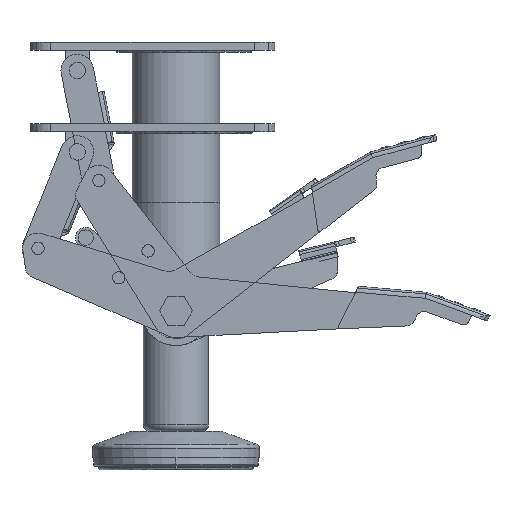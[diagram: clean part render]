
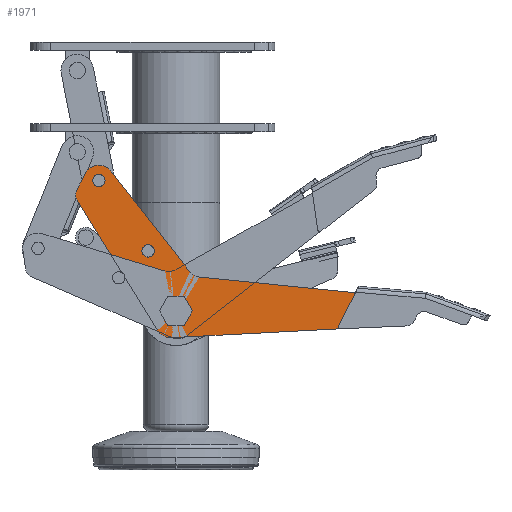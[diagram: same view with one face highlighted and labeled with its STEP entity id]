
A CAD part, front view. The second image highlights one B-rep face of the part: STEP entity #1971.
In plain terms, the highlighted planar face has unit normal (0, -1, 0).
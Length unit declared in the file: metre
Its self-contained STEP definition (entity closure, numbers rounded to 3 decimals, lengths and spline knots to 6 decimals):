
#1971=ADVANCED_FACE('194:13097',(#3968,#3969,#3970,#3971),#3972,.F.);
#3968=FACE_BOUND('',#9768,.T.);
#3969=FACE_BOUND('',#9769,.T.);
#3970=FACE_OUTER_BOUND('',#9770,.T.);
#3971=FACE_BOUND('',#9771,.T.);
#3972=PLANE('',#9772);
#9768=EDGE_LOOP('',(#16767,#16768));
#9769=EDGE_LOOP('',(#16769,#16770));
#9770=EDGE_LOOP('',(#16771,#16772,#16773,#16774,#16775,#16776,#16777,#16778,#16779,#16780,#16781,#16782,#16783));
#9771=EDGE_LOOP('',(#16784,#16785));
#9772=AXIS2_PLACEMENT_3D('',#16786,#16787,#16788);
#16767=ORIENTED_EDGE('',*,*,#21520,.T.);
#16768=ORIENTED_EDGE('',*,*,#21524,.T.);
#16769=ORIENTED_EDGE('',*,*,#21518,.T.);
#16770=ORIENTED_EDGE('',*,*,#21525,.T.);
#16771=ORIENTED_EDGE('',*,*,#21508,.T.);
#16772=ORIENTED_EDGE('',*,*,#21531,.T.);
#16773=ORIENTED_EDGE('',*,*,#21532,.F.);
#16774=ORIENTED_EDGE('',*,*,#21500,.T.);
#16775=ORIENTED_EDGE('',*,*,#21533,.T.);
#16776=ORIENTED_EDGE('',*,*,#21530,.F.);
#16777=ORIENTED_EDGE('',*,*,#21534,.F.);
#16778=ORIENTED_EDGE('',*,*,#21535,.T.);
#16779=ORIENTED_EDGE('',*,*,#21504,.T.);
#16780=ORIENTED_EDGE('',*,*,#21536,.T.);
#16781=ORIENTED_EDGE('',*,*,#21537,.F.);
#16782=ORIENTED_EDGE('',*,*,#21538,.T.);
#16783=ORIENTED_EDGE('',*,*,#21539,.T.);
#16784=ORIENTED_EDGE('',*,*,#21540,.F.);
#16785=ORIENTED_EDGE('',*,*,#21512,.F.);
#16786=CARTESIAN_POINT('',(0.013588,-0.033,-0.057182));
#16787=DIRECTION('',(-0.0,1.0,0.));
#16788=DIRECTION('',(1.0,0.0,0.0));
#21500=EDGE_CURVE('194:13142',#25539,#25536,#25540,.T.);
#21504=EDGE_CURVE('194:13157',#25547,#25544,#25548,.T.);
#21508=EDGE_CURVE('194:13136',#25555,#25552,#25556,.T.);
#21512=EDGE_CURVE('194:13169',#25560,#25563,#25564,.T.);
#21518=EDGE_CURVE('195:58230',#25569,#25573,#25575,.T.);
#21520=EDGE_CURVE('198:19976',#25579,#25576,#25580,.T.);
#21524=EDGE_CURVE('198:19976',#25576,#25579,#25585,.T.);
#21525=EDGE_CURVE('195:58230',#25573,#25569,#25586,.T.);
#21530=EDGE_CURVE('194:13145',#25593,#25588,#25595,.T.);
#21531=EDGE_CURVE('194:13136',#25552,#25596,#25597,.T.);
#21532=EDGE_CURVE('194:13139',#25539,#25596,#25598,.T.);
#21533=EDGE_CURVE('194:13142',#25536,#25588,#25599,.T.);
#21534=EDGE_CURVE('194:13148',#25600,#25593,#25601,.T.);
#21535=EDGE_CURVE('194:13154',#25600,#25547,#25602,.T.);
#21536=EDGE_CURVE('194:13157',#25544,#25603,#25604,.T.);
#21537=EDGE_CURVE('194:13160',#25605,#25603,#25606,.T.);
#21538=EDGE_CURVE('194:13163',#25605,#25607,#25608,.T.);
#21539=EDGE_CURVE('194:13166',#25607,#25555,#25609,.T.);
#21540=EDGE_CURVE('194:13169',#25563,#25560,#25610,.T.);
#25536=VERTEX_POINT('',#34362);
#25539=VERTEX_POINT('',#34366);
#25540=CIRCLE('',#34367,0.008);
#25544=VERTEX_POINT('',#34372);
#25547=VERTEX_POINT('',#34376);
#25548=CIRCLE('',#34377,0.008);
#25552=VERTEX_POINT('',#34382);
#25555=VERTEX_POINT('',#34386);
#25556=CIRCLE('',#34387,0.005);
#25560=VERTEX_POINT('',#34392);
#25563=VERTEX_POINT('',#34396);
#25564=CIRCLE('',#34397,0.003);
#25569=VERTEX_POINT('',#34403);
#25573=VERTEX_POINT('',#34408);
#25575=CIRCLE('',#34411,0.004);
#25576=VERTEX_POINT('',#34412);
#25579=VERTEX_POINT('',#34416);
#25580=CIRCLE('',#34417,0.003);
#25585=CIRCLE('',#34423,0.003);
#25586=CIRCLE('',#34424,0.004);
#25588=VERTEX_POINT('',#34426);
#25593=VERTEX_POINT('',#34433);
#25595=LINE('',#34436,#34437);
#25596=VERTEX_POINT('',#34438);
#25597=CIRCLE('',#34439,0.005);
#25598=LINE('',#34440,#34441);
#25599=CIRCLE('',#34442,0.008);
#25600=VERTEX_POINT('',#34443);
#25601=LINE('',#34444,#34445);
#25602=LINE('',#34446,#34447);
#25603=VERTEX_POINT('',#34448);
#25604=CIRCLE('',#34449,0.008);
#25605=VERTEX_POINT('',#34450);
#25606=LINE('',#34451,#34452);
#25607=VERTEX_POINT('',#34453);
#25608=CIRCLE('',#34454,0.0075);
#25609=LINE('',#34455,#34456);
#25610=CIRCLE('',#34457,0.003);
#34362=CARTESIAN_POINT('',(0.011516,-0.033,-0.087696));
#34366=CARTESIAN_POINT('',(0.007446,-0.033,-0.086523));
#34367=AXIS2_PLACEMENT_3D('',#40370,#40371,#40372);
#34372=CARTESIAN_POINT('',(0.011522,-0.033,-0.054304));
#34376=CARTESIAN_POINT('',(0.014678,-0.033,-0.053763));
#34377=AXIS2_PLACEMENT_3D('',#40378,#40379,#40380);
#34382=CARTESIAN_POINT('',(-0.058184,-0.033,-0.045686));
#34386=CARTESIAN_POINT('',(-0.058823,-0.033,-0.04324));
#34387=AXIS2_PLACEMENT_3D('',#40386,#40387,#40388);
#34392=CARTESIAN_POINT('',(-0.054323,-0.033,-0.034045));
#34396=CARTESIAN_POINT('',(-0.048323,-0.033,-0.034045));
#34397=AXIS2_PLACEMENT_3D('',#40394,#40395,#40396);
#34403=CARTESIAN_POINT('',(0.0155,-0.033,-0.074));
#34408=CARTESIAN_POINT('',(0.0075,-0.033,-0.074));
#34411=AXIS2_PLACEMENT_3D('',#40406,#40407,#40408);
#34412=CARTESIAN_POINT('',(-0.016301,-0.033,-0.051938));
#34416=CARTESIAN_POINT('',(-0.011859,-0.033,-0.055972));
#34417=AXIS2_PLACEMENT_3D('',#40410,#40411,#40412);
#34423=AXIS2_PLACEMENT_3D('',#40420,#40421,#40422);
#34424=AXIS2_PLACEMENT_3D('',#40423,#40424,#40425);
#34426=CARTESIAN_POINT('',(0.015615,-0.033,-0.086625));
#34433=CARTESIAN_POINT('',(0.088,-0.033,-0.044846));
#34436=CARTESIAN_POINT('',(0.086,-0.033,-0.046));
#34437=VECTOR('',#40432,1.0);
#34438=CARTESIAN_POINT('',(-0.056429,-0.033,-0.047507));
#34439=AXIS2_PLACEMENT_3D('',#40433,#40434,#40435);
#34440=CARTESIAN_POINT('',(0.0115,-0.033,-0.089));
#34441=VECTOR('',#40436,1.0);
#34442=AXIS2_PLACEMENT_3D('',#40437,#40438,#40439);
#34443=CARTESIAN_POINT('',(0.088,-0.033,-0.025221));
#34444=CARTESIAN_POINT('',(0.088,-0.033,-0.046591));
#34445=VECTOR('',#40440,1.0);
#34446=CARTESIAN_POINT('',(0.086,-0.033,-0.026));
#34447=VECTOR('',#40441,1.0);
#34448=CARTESIAN_POINT('',(0.008407,-0.033,-0.053563));
#34449=AXIS2_PLACEMENT_3D('',#40442,#40443,#40444);
#34450=CARTESIAN_POINT('',(-0.04746,-0.033,-0.027616));
#34451=CARTESIAN_POINT('',(-0.04746,-0.033,-0.027616));
#34452=VECTOR('',#40445,1.0);
#34453=CARTESIAN_POINT('',(-0.058823,-0.033,-0.034045));
#34454=AXIS2_PLACEMENT_3D('',#40446,#40447,#40448);
#34455=CARTESIAN_POINT('',(-0.058823,-0.033,-0.034045));
#34456=VECTOR('',#40449,1.0);
#34457=AXIS2_PLACEMENT_3D('',#40450,#40451,#40452);
#40370=CARTESIAN_POINT('',(0.011616,-0.033,-0.079696));
#40371=DIRECTION('',(0.,-1.0,0.));
#40372=DIRECTION('',(-0.012,0.,-1.));
#40378=CARTESIAN_POINT('',(0.011776,-0.033,-0.046308));
#40379=DIRECTION('',(0.,1.0,0.));
#40380=DIRECTION('',(-0.032,0.,-0.999));
#40386=CARTESIAN_POINT('',(-0.053823,-0.033,-0.04324));
#40387=DIRECTION('',(0.0,-1.0,0.));
#40388=DIRECTION('',(-0.872,0.,-0.489));
#40394=CARTESIAN_POINT('',(-0.051323,-0.033,-0.034045));
#40395=DIRECTION('',(-0.0,-1.0,0.));
#40396=DIRECTION('',(-1.0,0.0,0.0));
#40406=CARTESIAN_POINT('',(0.0115,-0.033,-0.074));
#40407=DIRECTION('',(-0.0,1.0,0.));
#40408=DIRECTION('',(1.0,0.0,0.0));
#40410=CARTESIAN_POINT('',(-0.01408,-0.033,-0.053955));
#40411=DIRECTION('',(0.0,1.0,0.));
#40412=DIRECTION('',(-0.74,0.,0.672));
#40420=CARTESIAN_POINT('',(-0.01408,-0.033,-0.053955));
#40421=DIRECTION('',(0.0,1.0,0.));
#40422=DIRECTION('',(-0.74,0.,0.672));
#40423=CARTESIAN_POINT('',(0.0115,-0.033,-0.074));
#40424=DIRECTION('',(-0.0,1.0,0.));
#40425=DIRECTION('',(1.0,0.0,0.0));
#40432=DIRECTION('',(-0.866,0.,-0.5));
#40433=CARTESIAN_POINT('',(-0.053823,-0.033,-0.04324));
#40434=DIRECTION('',(0.0,-1.0,0.));
#40435=DIRECTION('',(-0.872,0.,-0.489));
#40436=DIRECTION('',(-0.853,0.,0.521));
#40437=CARTESIAN_POINT('',(0.011616,-0.033,-0.079696));
#40438=DIRECTION('',(0.,-1.0,0.));
#40439=DIRECTION('',(-0.012,0.,-1.));
#40440=DIRECTION('',(0.0,0.,-1.0));
#40441=DIRECTION('',(-0.932,0.,-0.363));
#40442=CARTESIAN_POINT('',(0.011776,-0.033,-0.046308));
#40443=DIRECTION('',(0.,1.0,0.));
#40444=DIRECTION('',(-0.032,0.,-0.999));
#40445=DIRECTION('',(0.907,0.,-0.421));
#40446=CARTESIAN_POINT('',(-0.051323,-0.033,-0.034045));
#40447=DIRECTION('',(-0.0,-1.0,0.));
#40448=DIRECTION('',(-1.0,0.0,0.0));
#40449=DIRECTION('',(0.0,0.,-1.0));
#40450=CARTESIAN_POINT('',(-0.051323,-0.033,-0.034045));
#40451=DIRECTION('',(-0.0,-1.0,0.));
#40452=DIRECTION('',(-1.0,0.0,0.0));
